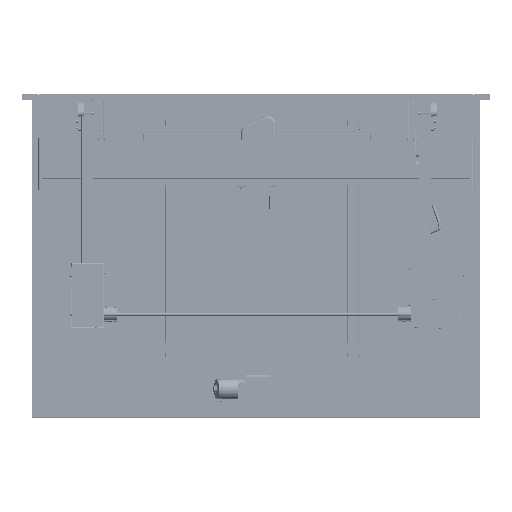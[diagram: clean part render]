
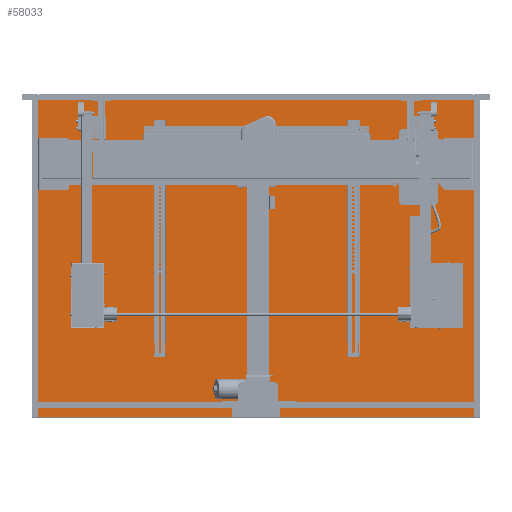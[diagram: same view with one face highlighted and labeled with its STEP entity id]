
A CAD part, top view. The second image highlights one B-rep face of the part: STEP entity #58033.
In plain terms, the highlighted face is planar.
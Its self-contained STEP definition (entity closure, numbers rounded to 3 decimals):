
#57310=CARTESIAN_POINT('',(-685.,457.5,0.0));
#57311=VERTEX_POINT('',#57310);
#57312=CARTESIAN_POINT('',(-685.,-527.5,0.0));
#57313=VERTEX_POINT('',#57312);
#57314=CARTESIAN_POINT('',(-685.,457.5,0.0));
#57315=DIRECTION('',(0.0,-1.0,0.0));
#57316=VECTOR('',#57315,985.);
#57317=LINE('',#57314,#57316);
#57318=EDGE_CURVE('',#57311,#57313,#57317,.T.);
#57974=CARTESIAN_POINT('',(705.,-527.5,0.0));
#57975=VERTEX_POINT('',#57974);
#57976=CARTESIAN_POINT('',(705.,457.5,0.0));
#57977=VERTEX_POINT('',#57976);
#57978=CARTESIAN_POINT('',(705.,-527.5,0.0));
#57979=DIRECTION('',(0.0,1.0,0.0));
#57980=VECTOR('',#57979,985.0);
#57981=LINE('',#57978,#57980);
#57982=EDGE_CURVE('',#57975,#57977,#57981,.T.);
#58005=CARTESIAN_POINT('',(-685.,-527.5,0.0));
#58006=DIRECTION('',(1.0,0.0,0.0));
#58007=VECTOR('',#58006,1390.0);
#58008=LINE('',#58005,#58007);
#58009=EDGE_CURVE('',#57313,#57975,#58008,.T.);
#58017=CARTESIAN_POINT('',(0.0,0.0,0.0));
#58018=DIRECTION('',(0.0,0.0,1.0));
#58019=DIRECTION('',(1.0,0.0,0.0));
#58020=AXIS2_PLACEMENT_3D('',#58017,#58018,#58019);
#58021=PLANE('',#58020);
#58022=ORIENTED_EDGE('',*,*,#57318,.F.);
#58023=CARTESIAN_POINT('',(705.,457.5,0.0));
#58024=DIRECTION('',(-1.0,0.0,0.0));
#58025=VECTOR('',#58024,1390.0);
#58026=LINE('',#58023,#58025);
#58027=EDGE_CURVE('',#57977,#57311,#58026,.T.);
#58028=ORIENTED_EDGE('',*,*,#58027,.F.);
#58029=ORIENTED_EDGE('',*,*,#57982,.F.);
#58030=ORIENTED_EDGE('',*,*,#58009,.F.);
#58031=EDGE_LOOP('',(#58022,#58028,#58029,#58030));
#58032=FACE_OUTER_BOUND('',#58031,.T.);
#58033=ADVANCED_FACE('',(#58032),#58021,.F.);
